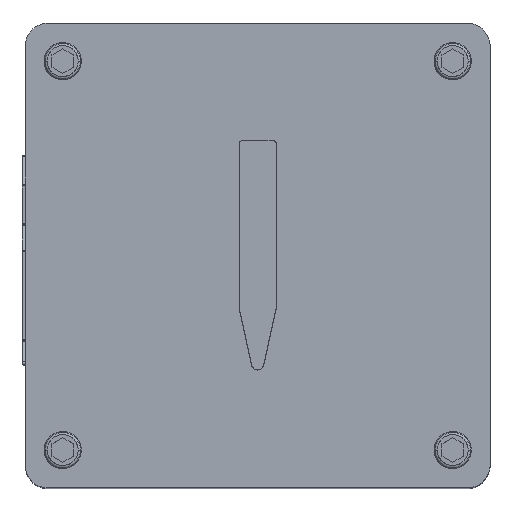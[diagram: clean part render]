
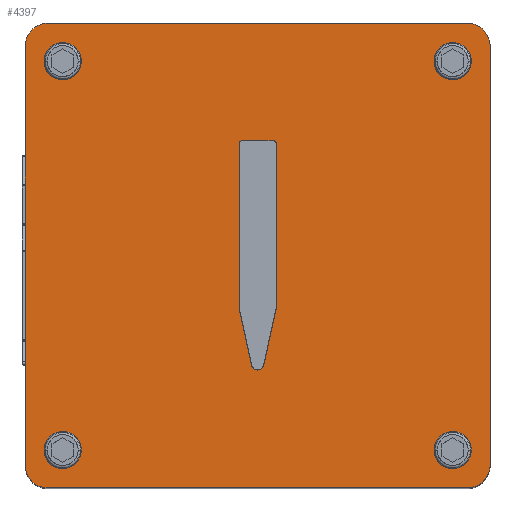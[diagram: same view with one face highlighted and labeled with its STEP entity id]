
A CAD part, top view. The second image highlights one B-rep face of the part: STEP entity #4397.
In plain terms, the highlighted planar face has unit normal (0, 0, 1).
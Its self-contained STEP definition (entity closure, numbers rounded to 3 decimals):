
#4168=CARTESIAN_POINT('',(378.368,-31.282,68.));
#4169=DIRECTION('',(0.,0.,1.));
#4170=DIRECTION('',(-0.998,-0.056,0.));
#4171=AXIS2_PLACEMENT_3D('',#4168,#4169,#4170);
#4176=CARTESIAN_POINT('',(378.368,36.364,68.));
#4177=DIRECTION('',(0.,0.,1.));
#4178=DIRECTION('',(-0.094,0.996,0.));
#4179=AXIS2_PLACEMENT_3D('',#4176,#4177,#4178);
#4184=DIRECTION('',(-1.,0.,0.));
#4185=VECTOR('',#4184,68.318);
#4186=CARTESIAN_POINT('',(446.34,40.041,68.));
#4187=LINE('',#4186,#4185);
#4191=CARTESIAN_POINT('',(445.993,36.364,68.));
#4192=DIRECTION('',(0.,0.,1.));
#4193=DIRECTION('',(0.998,0.056,0.));
#4194=AXIS2_PLACEMENT_3D('',#4191,#4192,#4193);
#4199=CARTESIAN_POINT('',(445.993,-31.282,68.));
#4200=DIRECTION('',(0.,0.,1.));
#4201=DIRECTION('',(0.094,-0.996,0.));
#4202=AXIS2_PLACEMENT_3D('',#4199,#4200,#4201);
#4207=DIRECTION('',(1.,0.,0.));
#4208=VECTOR('',#4207,68.318);
#4209=CARTESIAN_POINT('',(378.022,-34.959,68.));
#4210=LINE('',#4209,#4208);
#4228=DIRECTION('',(0.,1.,0.));
#4229=VECTOR('',#4228,68.056);
#4230=CARTESIAN_POINT('',(374.681,-31.487,68.));
#4231=LINE('',#4230,#4229);
#4263=DIRECTION('',(0.,-1.,0.));
#4264=VECTOR('',#4263,68.056);
#4265=CARTESIAN_POINT('',(449.681,36.569,68.));
#4266=LINE('',#4265,#4264);
#4274=CARTESIAN_POINT('',(446.34,-34.959,68.));
#4275=VERTEX_POINT('',#4274);
#4276=CARTESIAN_POINT('',(378.022,-34.959,68.));
#4277=VERTEX_POINT('',#4276);
#4280=CARTESIAN_POINT('',(449.681,-31.487,68.));
#4281=VERTEX_POINT('',#4280);
#4284=CARTESIAN_POINT('',(449.681,36.569,68.));
#4285=VERTEX_POINT('',#4284);
#4288=CARTESIAN_POINT('',(446.34,40.041,68.));
#4289=VERTEX_POINT('',#4288);
#4292=CARTESIAN_POINT('',(378.022,40.041,68.));
#4293=VERTEX_POINT('',#4292);
#4296=CARTESIAN_POINT('',(374.681,36.569,68.));
#4297=VERTEX_POINT('',#4296);
#4300=CARTESIAN_POINT('',(374.681,-31.487,68.));
#4301=VERTEX_POINT('',#4300);
#4376=CARTESIAN_POINT('',(412.181,2.541,68.));
#4377=DIRECTION('',(0.,0.,-1.));
#4378=DIRECTION('',(-1.,0.,0.));
#4379=AXIS2_PLACEMENT_3D('',#4376,#4377,#4378);
#4380=PLANE('',#4379);
#4382=ORIENTED_EDGE('',*,*,#4381,.F.);
#4384=ORIENTED_EDGE('',*,*,#4383,.T.);
#4386=ORIENTED_EDGE('',*,*,#4385,.F.);
#4388=ORIENTED_EDGE('',*,*,#4387,.F.);
#4390=ORIENTED_EDGE('',*,*,#4389,.F.);
#4392=ORIENTED_EDGE('',*,*,#4391,.T.);
#4393=ORIENTED_EDGE('',*,*,#4362,.F.);
#4394=ORIENTED_EDGE('',*,*,#4311,.F.);
#4395=EDGE_LOOP('',(#4382,#4384,#4386,#4388,#4390,#4392,#4393,#4394));
#4396=FACE_OUTER_BOUND('',#4395,.F.);
#4172=CIRCLE('',#4171,3.693);
#4180=CIRCLE('',#4179,3.693);
#4195=CIRCLE('',#4194,3.693);
#4203=CIRCLE('',#4202,3.693);
#4311=EDGE_CURVE('',#4277,#4275,#4210,.T.);
#4362=EDGE_CURVE('',#4275,#4281,#4203,.T.);
#4381=EDGE_CURVE('',#4301,#4277,#4172,.T.);
#4383=EDGE_CURVE('',#4301,#4297,#4231,.T.);
#4385=EDGE_CURVE('',#4293,#4297,#4180,.T.);
#4387=EDGE_CURVE('',#4289,#4293,#4187,.T.);
#4389=EDGE_CURVE('',#4285,#4289,#4195,.T.);
#4391=EDGE_CURVE('',#4285,#4281,#4266,.T.);
#4397=ADVANCED_FACE('',(#4396),#4380,.F.);
